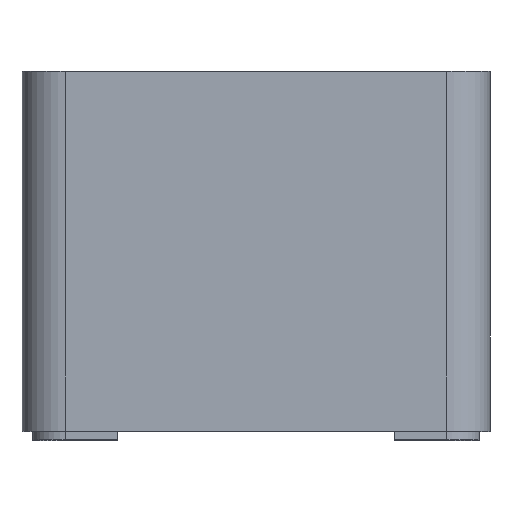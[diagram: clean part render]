
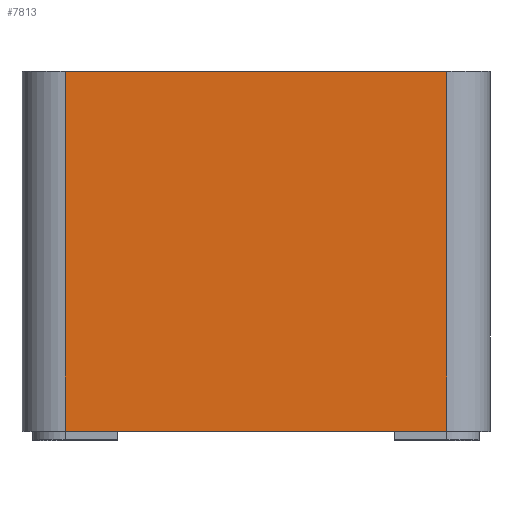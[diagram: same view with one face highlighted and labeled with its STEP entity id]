
A CAD part, top view. The second image highlights one B-rep face of the part: STEP entity #7813.
In plain terms, the highlighted planar face has unit normal (0, 0, 1).
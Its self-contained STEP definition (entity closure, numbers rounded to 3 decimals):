
#763=PLANE('',#8238);
#1184=FACE_OUTER_BOUND('',#1675,.T.);
#1675=EDGE_LOOP('',(#7291,#7292,#7293,#7294));
#1802=LINE('',#10208,#2459);
#2197=LINE('',#14650,#2854);
#2334=LINE('',#15007,#2991);
#2335=LINE('',#15009,#2992);
#2459=VECTOR('',#8740,10.);
#2854=VECTOR('',#9341,10.);
#2991=VECTOR('',#9710,10.);
#2992=VECTOR('',#9713,10.);
#3296=VERTEX_POINT('',#10205);
#3297=VERTEX_POINT('',#10207);
#3794=VERTEX_POINT('',#14647);
#3795=VERTEX_POINT('',#14649);
#4119=EDGE_CURVE('',#3297,#3296,#1802,.T.);
#4857=EDGE_CURVE('',#3794,#3795,#2197,.T.);
#5036=EDGE_CURVE('',#3296,#3795,#2334,.T.);
#5037=EDGE_CURVE('',#3297,#3794,#2335,.T.);
#7291=ORIENTED_EDGE('',*,*,#4119,.T.);
#7292=ORIENTED_EDGE('',*,*,#5036,.T.);
#7293=ORIENTED_EDGE('',*,*,#4857,.F.);
#7294=ORIENTED_EDGE('',*,*,#5037,.F.);
#7813=ADVANCED_FACE('',(#1184),#763,.T.);
#8238=AXIS2_PLACEMENT_3D('',#15008,#9711,#9712);
#8740=DIRECTION('',(1.,0.,0.));
#9341=DIRECTION('',(1.,0.,0.));
#9710=DIRECTION('',(0.,1.,0.));
#9711=DIRECTION('center_axis',(0.,0.,1.));
#9712=DIRECTION('ref_axis',(1.,0.,0.));
#9713=DIRECTION('',(0.,1.,0.));
#10205=CARTESIAN_POINT('',(22.,0.,27.));
#10207=CARTESIAN_POINT('',(-22.,0.,27.));
#10208=CARTESIAN_POINT('',(-22.,0.,27.));
#14647=CARTESIAN_POINT('',(-22.,41.5,27.));
#14649=CARTESIAN_POINT('',(22.,41.5,27.));
#14650=CARTESIAN_POINT('',(-22.,41.5,27.));
#15007=CARTESIAN_POINT('',(22.,0.,27.));
#15008=CARTESIAN_POINT('Origin',(-22.,0.,27.));
#15009=CARTESIAN_POINT('',(-22.,0.,27.));
